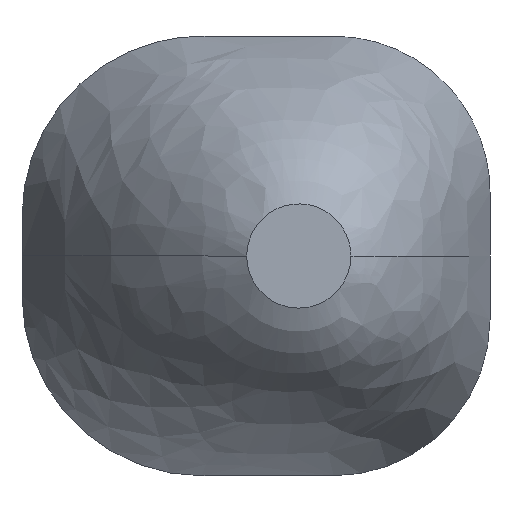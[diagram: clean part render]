
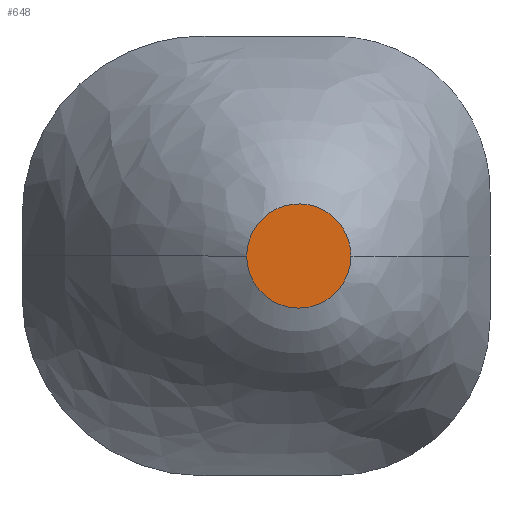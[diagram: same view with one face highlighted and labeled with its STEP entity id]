
A CAD part, left-side view. The second image highlights one B-rep face of the part: STEP entity #648.
In plain terms, the highlighted planar face has unit normal (-1, 0, 0).
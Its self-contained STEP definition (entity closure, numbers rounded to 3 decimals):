
#22 = CARTESIAN_POINT ( 'NONE',  ( 328.638, 968.768, 821.087 ) ) ;
#34 = CARTESIAN_POINT ( 'NONE',  ( 328.638, 955.564, 812.787 ) ) ;
#41 = CARTESIAN_POINT ( 'NONE',  ( 328.638, 963.893, 821.104 ) ) ;
#100 = CARTESIAN_POINT ( 'NONE',  ( 328.638, 969.563, 820.873 ) ) ;
#102 = AXIS2_PLACEMENT_3D ( 'NONE', #694, #515, #423 ) ;
#129 = CARTESIAN_POINT ( 'NONE',  ( 328.638, 957.703, 817.269 ) ) ;
#146 = CARTESIAN_POINT ( 'NONE',  ( 328.638, 965.906, 821.38 ) ) ;
#151 = CARTESIAN_POINT ( 'NONE',  ( 328.638, 966.304, 810.364 ) ) ;
#194 = CARTESIAN_POINT ( 'NONE',  ( 328.638, 976.312, 815.008 ) ) ;
#206 = CARTESIAN_POINT ( 'NONE',  ( 328.638, 969.814, 820.79 ) ) ;
#241 = PLANE ( 'NONE',  #256 ) ;
#245 = CARTESIAN_POINT ( 'NONE',  ( 328.638, 955.414, 811.99 ) ) ;
#256 = AXIS2_PLACEMENT_3D ( 'NONE', #151, #507, #613 ) ;
#291 = CARTESIAN_POINT ( 'NONE',  ( 328.638, 967.957, 821.246 ) ) ;
#301 = CARTESIAN_POINT ( 'NONE',  ( 328.638, 973.72, 818.531 ) ) ;
#308 = VERTEX_POINT ( 'NONE', #789 ) ;
#324 = CARTESIAN_POINT ( 'NONE',  ( 328.638, 955.699, 813.296 ) ) ;
#352 = CIRCLE ( 'NONE', #102, 11. ) ;
#379 = CARTESIAN_POINT ( 'NONE',  ( 328.638, 977.069, 812.677 ) ) ;
#384 = CARTESIAN_POINT ( 'NONE',  ( 328.638, 977.268, 811.293 ) ) ;
#390 = EDGE_CURVE ( 'NONE', #308, #397, #352, .T. ) ;
#394 = CARTESIAN_POINT ( 'NONE',  ( 328.638, 968.492, 821.145 ) ) ;
#397 = VERTEX_POINT ( 'NONE', #510 ) ;
#406 = CARTESIAN_POINT ( 'NONE',  ( 328.638, 955.304, 810.633 ) ) ;
#423 = DIRECTION ( 'NONE',  ( 0., 0., 1. ) ) ;
#424 = CARTESIAN_POINT ( 'NONE',  ( 328.638, 956.241, 814.88 ) ) ;
#499 = CARTESIAN_POINT ( 'NONE',  ( 328.638, 956.897, 816.124 ) ) ;
#507 = DIRECTION ( 'NONE',  ( -1., 0., 0. ) ) ;
#510 = CARTESIAN_POINT ( 'NONE',  ( 328.638, 955.304, 810.364 ) ) ;
#515 = DIRECTION ( 'NONE',  ( -1., 0., 0. ) ) ;
#516 = CARTESIAN_POINT ( 'NONE',  ( 328.638, 955.324, 811.176 ) ) ;
#532 = EDGE_CURVE ( 'NONE', #308, #397, #768, .T. ) ;
#566 = CARTESIAN_POINT ( 'NONE',  ( 328.638, 972.571, 819.444 ) ) ;
#577 = CARTESIAN_POINT ( 'NONE',  ( 328.638, 967.147, 821.355 ) ) ;
#613 = DIRECTION ( 'NONE',  ( 0., 0., 1. ) ) ;
#648 = ADVANCED_FACE ( 'NONE', ( #892 ), #241, .T. ) ;
#658 = CARTESIAN_POINT ( 'NONE',  ( 328.638, 977.219, 811.752 ) ) ;
#669 = CARTESIAN_POINT ( 'NONE',  ( 328.638, 974.738, 817.476 ) ) ;
#694 = CARTESIAN_POINT ( 'NONE',  ( 328.638, 966.304, 810.364 ) ) ;
#768 = B_SPLINE_CURVE_WITH_KNOTS ( 'NONE', 3,
 ( #1144, #779, #1153, #384, #658, #1139, #379, #1035, #194, #1133, #669, #301, #566, #863, #1047, #206, #100, #848, #22, #394, #291, #577, #146, #796, #41, #984, #1169, #989, #897, #873, #129, #499, #424, #806, #324, #34, #245, #516, #406, #786 ),
 .UNSPECIFIED., .F., .F.,
 ( 4, 1, 1, 1, 2, 1, 1, 1, 1, 1, 1, 1, 2, 1, 1, 1, 2, 1, 1, 1, 2, 1, 1, 1, 1, 1, 1, 1, 2, 1, 1, 1, 4 ),
 ( 0., 0.007, 0.013, 0.02, 0.026, 0.049, 0.071, 0.093, 0.115, 0.137, 0.159, 0.182, 0.204, 0.21, 0.216, 0.222, 0.227, 0.244, 0.261, 0.277, 0.294, 0.314, 0.335, 0.355, 0.375, 0.395, 0.415, 0.436, 0.456, 0.467, 0.478, 0.489, 0.5 ),
 .UNSPECIFIED. ) ;
#771 = ORIENTED_EDGE ( 'NONE', *, *, #532, .F. ) ;
#779 = CARTESIAN_POINT ( 'NONE',  ( 328.638, 977.304, 810.517 ) ) ;
#786 = CARTESIAN_POINT ( 'NONE',  ( 328.638, 955.304, 810.364 ) ) ;
#789 = CARTESIAN_POINT ( 'NONE',  ( 328.638, 977.304, 810.364 ) ) ;
#796 = CARTESIAN_POINT ( 'NONE',  ( 328.638, 964.678, 821.266 ) ) ;
#806 = CARTESIAN_POINT ( 'NONE',  ( 328.638, 955.91, 813.996 ) ) ;
#848 = CARTESIAN_POINT ( 'NONE',  ( 328.638, 969.171, 820.986 ) ) ;
#863 = CARTESIAN_POINT ( 'NONE',  ( 328.638, 971.307, 820.197 ) ) ;
#873 = CARTESIAN_POINT ( 'NONE',  ( 328.638, 958.645, 818.301 ) ) ;
#892 = FACE_OUTER_BOUND ( 'NONE', #970, .T. ) ;
#897 = CARTESIAN_POINT ( 'NONE',  ( 328.638, 959.71, 819.206 ) ) ;
#970 = EDGE_LOOP ( 'NONE', ( #1069, #771 ) ) ;
#984 = CARTESIAN_POINT ( 'NONE',  ( 328.638, 963.053, 820.884 ) ) ;
#989 = CARTESIAN_POINT ( 'NONE',  ( 328.638, 960.885, 819.971 ) ) ;
#1035 = CARTESIAN_POINT ( 'NONE',  ( 328.638, 976.841, 813.634 ) ) ;
#1047 = CARTESIAN_POINT ( 'NONE',  ( 328.638, 970.402, 820.584 ) ) ;
#1069 = ORIENTED_EDGE ( 'NONE', *, *, #390, .T. ) ;
#1133 = CARTESIAN_POINT ( 'NONE',  ( 328.638, 975.606, 816.295 ) ) ;
#1139 = CARTESIAN_POINT ( 'NONE',  ( 328.638, 977.175, 812.047 ) ) ;
#1144 = CARTESIAN_POINT ( 'NONE',  ( 328.638, 977.304, 810.364 ) ) ;
#1153 = CARTESIAN_POINT ( 'NONE',  ( 328.638, 977.297, 810.826 ) ) ;
#1169 = CARTESIAN_POINT ( 'NONE',  ( 328.638, 962.155, 820.584 ) ) ;
